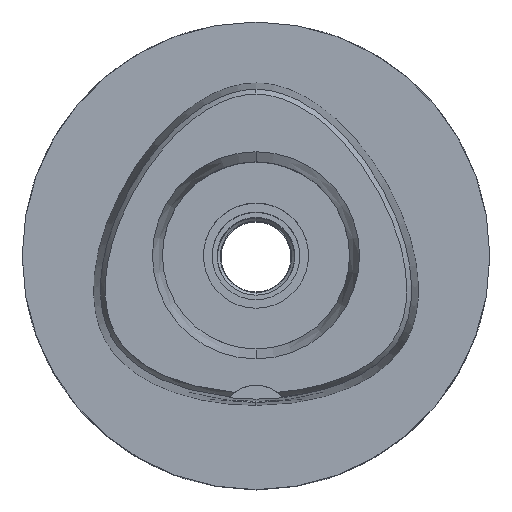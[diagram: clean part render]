
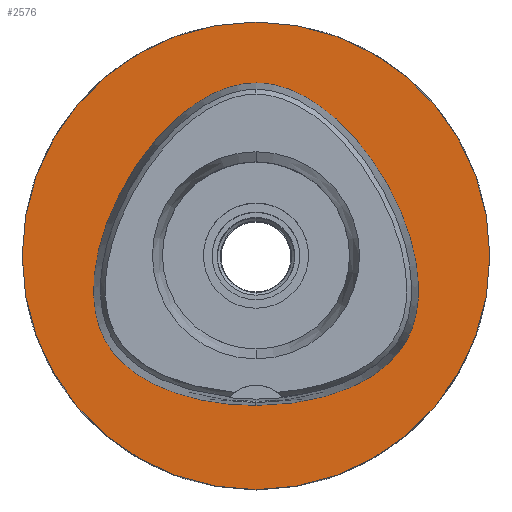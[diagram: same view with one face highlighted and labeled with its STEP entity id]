
A CAD part, top view. The second image highlights one B-rep face of the part: STEP entity #2576.
In plain terms, the highlighted planar face has unit normal (0, 0, 1).
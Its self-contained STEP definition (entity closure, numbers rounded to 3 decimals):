
#313=CARTESIAN_POINT('',(0.,0.,0.));
#314=DIRECTION('',(0.,0.,-1.));
#315=DIRECTION('',(0.,-1.,0.));
#316=AXIS2_PLACEMENT_3D('',#313,#314,#315);
#321=CARTESIAN_POINT('',(0.,0.,0.));
#322=DIRECTION('',(0.,0.,-1.));
#323=DIRECTION('',(0.,1.,0.));
#324=AXIS2_PLACEMENT_3D('',#321,#322,#323);
#329=CARTESIAN_POINT('',(0.,-25.575,0.));
#330=CARTESIAN_POINT('',(1.226,-25.575,0.));
#331=CARTESIAN_POINT('',(3.622,-25.484,
0.));
#332=CARTESIAN_POINT('',(7.095,-25.091,0.));
#333=CARTESIAN_POINT('',(10.294,-24.477,0.));
#334=CARTESIAN_POINT('',(13.169,-23.686,0.));
#335=CARTESIAN_POINT('',(15.698,-22.765,0.));
#336=CARTESIAN_POINT('',(17.891,-21.751,0.));
#337=CARTESIAN_POINT('',(19.772,-20.674,0.));
#338=CARTESIAN_POINT('',(21.376,-19.554,0.));
#339=CARTESIAN_POINT('',(22.735,-18.403,0.));
#340=CARTESIAN_POINT('',(23.881,-17.226,0.));
#341=CARTESIAN_POINT('',(24.839,-16.028,0.));
#342=CARTESIAN_POINT('',(25.636,-14.797,0.));
#343=CARTESIAN_POINT('',(26.302,-13.493,0.));
#344=CARTESIAN_POINT('',(26.86,-12.067,0.));
#345=CARTESIAN_POINT('',(27.306,-10.484,0.));
#346=CARTESIAN_POINT('',(27.622,-8.732,0.));
#347=CARTESIAN_POINT('',(27.791,-6.782,0.));
#348=CARTESIAN_POINT('',(27.782,-4.612,0.));
#349=CARTESIAN_POINT('',(27.563,-2.205,0.));
#350=CARTESIAN_POINT('',(27.095,0.448,0.));
#351=CARTESIAN_POINT('',(26.341,3.335,0.));
#352=CARTESIAN_POINT('',(25.271,6.416,0.));
#353=CARTESIAN_POINT('',(23.877,9.614,0.));
#354=CARTESIAN_POINT('',(22.178,12.828,0.));
#355=CARTESIAN_POINT('',(20.242,15.904,0.));
#356=CARTESIAN_POINT('',(18.169,18.706,0.));
#357=CARTESIAN_POINT('',(16.035,21.17,0.));
#358=CARTESIAN_POINT('',(13.914,23.261,0.));
#359=CARTESIAN_POINT('',(11.851,24.989,0.));
#360=CARTESIAN_POINT('',(9.878,26.379,0.));
#361=CARTESIAN_POINT('',(8.005,27.467,0.));
#362=CARTESIAN_POINT('',(6.233,28.294,0.));
#363=CARTESIAN_POINT('',(4.558,28.894,0.));
#364=CARTESIAN_POINT('',(2.966,29.297,0.));
#365=CARTESIAN_POINT('',(1.45,29.526,
0.));
#366=CARTESIAN_POINT('',(0.477,29.575,
0.));
#367=CARTESIAN_POINT('',(0.,29.575,
0.));
#372=CARTESIAN_POINT('',(0.,29.575,
0.));
#373=CARTESIAN_POINT('',(-0.48,29.575,0.));
#374=CARTESIAN_POINT('',(-1.459,29.526,
0.));
#375=CARTESIAN_POINT('',(-2.981,29.294,0.));
#376=CARTESIAN_POINT('',(-4.576,28.889,0.));
#377=CARTESIAN_POINT('',(-6.256,28.285,0.));
#378=CARTESIAN_POINT('',(-8.024,27.457,0.));
#379=CARTESIAN_POINT('',(-9.893,26.368,0.));
#380=CARTESIAN_POINT('',(-11.859,24.983,0.));
#381=CARTESIAN_POINT('',(-13.911,23.263,0.));
#382=CARTESIAN_POINT('',(-16.023,21.181,0.));
#383=CARTESIAN_POINT('',(-18.145,18.735,0.));
#384=CARTESIAN_POINT('',(-20.213,15.946,0.));
#385=CARTESIAN_POINT('',(-22.137,12.897,0.));
#386=CARTESIAN_POINT('',(-23.832,9.708,0.));
#387=CARTESIAN_POINT('',(-25.229,6.521,0.));
#388=CARTESIAN_POINT('',(-26.305,3.451,0.));
#389=CARTESIAN_POINT('',(-27.068,0.571,0.));
#390=CARTESIAN_POINT('',(-27.546,-2.078,0.));
#391=CARTESIAN_POINT('',(-27.776,-4.488,0.));
#392=CARTESIAN_POINT('',(-27.795,-6.665,0.));
#393=CARTESIAN_POINT('',(-27.636,-8.624,0.));
#394=CARTESIAN_POINT('',(-27.329,-10.383,0.));
#395=CARTESIAN_POINT('',(-26.889,-11.979,0.));
#396=CARTESIAN_POINT('',(-26.331,-13.43,0.));
#397=CARTESIAN_POINT('',(-25.647,-14.782,0.));
#398=CARTESIAN_POINT('',(-24.824,-16.05,0.));
#399=CARTESIAN_POINT('',(-23.854,-17.258,0.));
#400=CARTESIAN_POINT('',(-22.7,-18.435,0.));
#401=CARTESIAN_POINT('',(-21.341,-19.58,0.));
#402=CARTESIAN_POINT('',(-19.73,-20.701,0.));
#403=CARTESIAN_POINT('',(-17.846,-21.774,0.));
#404=CARTESIAN_POINT('',(-15.652,-22.784,0.));
#405=CARTESIAN_POINT('',(-13.125,-23.7,0.));
#406=CARTESIAN_POINT('',(-10.255,-24.486,0.));
#407=CARTESIAN_POINT('',(-7.058,-25.096,0.));
#408=CARTESIAN_POINT('',(-3.614,-25.484,
0.));
#409=CARTESIAN_POINT('',(-1.224,-25.575,0.));
#410=CARTESIAN_POINT('',(0.,-25.575,0.));
#1653=VERTEX_POINT('',#372);
#1654=VERTEX_POINT('',#410);
#1659=CARTESIAN_POINT('',(0.,-40.,0.));
#1660=CARTESIAN_POINT('',(0.,40.,0.));
#1661=VERTEX_POINT('',#1659);
#1662=VERTEX_POINT('',#1660);
#2560=CARTESIAN_POINT('',(0.,0.,0.));
#2561=DIRECTION('',(0.,0.,-1.));
#2562=DIRECTION('',(0.,-1.,0.));
#2563=AXIS2_PLACEMENT_3D('',#2560,#2561,#2562);
#2564=PLANE('',#2563);
#2566=ORIENTED_EDGE('',*,*,#2565,.T.);
#2568=ORIENTED_EDGE('',*,*,#2567,.T.);
#2569=EDGE_LOOP('',(#2566,#2568));
#2570=FACE_OUTER_BOUND('',#2569,.F.);
#2572=ORIENTED_EDGE('',*,*,#2571,.T.);
#2573=ORIENTED_EDGE('',*,*,#2543,.T.);
#2574=EDGE_LOOP('',(#2572,#2573));
#2575=FACE_BOUND('',#2574,.F.);
#317=CIRCLE('',#316,40.);
#325=CIRCLE('',#324,40.);
#368=B_SPLINE_CURVE_WITH_KNOTS('',3,(#329,#330,#331,#332,#333,#334,#335,#336,
#337,#338,#339,#340,#341,#342,#343,#344,#345,#346,#347,#348,#349,#350,#351,#352,
#353,#354,#355,#356,#357,#358,#359,#360,#361,#362,#363,#364,#365,#366,#367),
.UNSPECIFIED.,.F.,.F.,(4,1,1,1,1,1,1,1,1,1,1,1,1,1,1,1,1,1,1,1,1,1,1,1,1,1,1,1,
1,1,1,1,1,1,1,1,4),(0.,0.028,0.056,0.083,
0.111,0.139,0.167,0.194,
0.222,0.25,0.278,0.306,0.333,
0.361,0.389,0.417,0.444,
0.472,0.5,0.528,0.556,0.583,
0.611,0.639,0.667,0.694,
0.722,0.75,0.778,0.806,0.833,
0.861,0.889,0.917,0.944,
0.972,1.),.UNSPECIFIED.);
#411=B_SPLINE_CURVE_WITH_KNOTS('',3,(#372,#373,#374,#375,#376,#377,#378,#379,
#380,#381,#382,#383,#384,#385,#386,#387,#388,#389,#390,#391,#392,#393,#394,#395,
#396,#397,#398,#399,#400,#401,#402,#403,#404,#405,#406,#407,#408,#409,#410),
.UNSPECIFIED.,.F.,.F.,(4,1,1,1,1,1,1,1,1,1,1,1,1,1,1,1,1,1,1,1,1,1,1,1,1,1,1,1,
1,1,1,1,1,1,1,1,4),(0.,0.028,0.056,0.083,
0.111,0.139,0.167,0.194,
0.222,0.25,0.278,0.306,0.333,
0.361,0.389,0.417,0.444,
0.472,0.5,0.528,0.556,0.583,
0.611,0.639,0.667,0.694,
0.722,0.75,0.778,0.806,0.833,
0.861,0.889,0.917,0.944,
0.972,1.),.UNSPECIFIED.);
#2543=EDGE_CURVE('',#1653,#1654,#411,.T.);
#2565=EDGE_CURVE('',#1661,#1662,#317,.T.);
#2567=EDGE_CURVE('',#1662,#1661,#325,.T.);
#2571=EDGE_CURVE('',#1654,#1653,#368,.T.);
#2576=ADVANCED_FACE('',(#2570,#2575),#2564,.F.);
